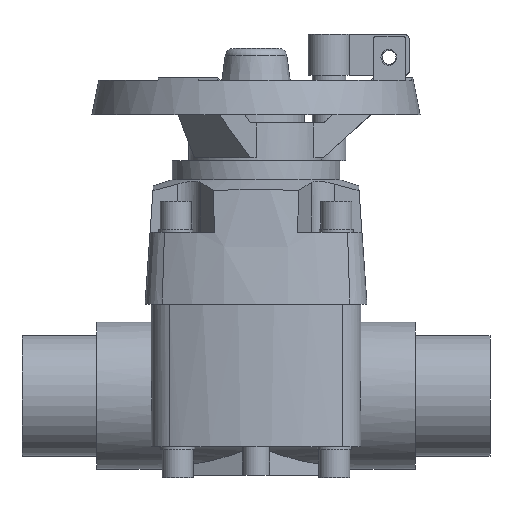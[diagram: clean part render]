
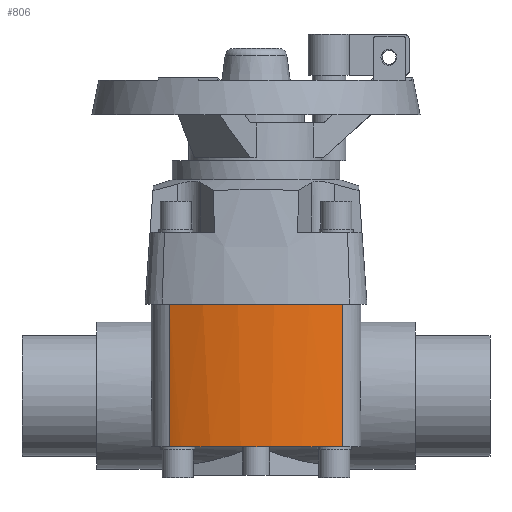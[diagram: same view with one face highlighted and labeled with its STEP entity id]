
A CAD part, front view. The second image highlights one B-rep face of the part: STEP entity #806.
In plain terms, the highlighted cylindrical face has radius 85.8 mm (diameter 171.6 mm), a partial arc.
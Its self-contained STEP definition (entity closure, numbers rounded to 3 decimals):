
#806=ADVANCED_FACE('',(#1647),#1648,.T.);
#1647=FACE_OUTER_BOUND('',#2497,.T.);
#1648=CYLINDRICAL_SURFACE('',#2498,85.8);
#2497=EDGE_LOOP('',(#4878,#4879,#4880,#4881,#4882,#4883));
#2498=AXIS2_PLACEMENT_3D('',#4884,#4885,#4886);
#4878=ORIENTED_EDGE('',*,*,#5647,.T.);
#4879=ORIENTED_EDGE('',*,*,#5745,.T.);
#4880=ORIENTED_EDGE('',*,*,#5679,.T.);
#4881=ORIENTED_EDGE('',*,*,#5959,.F.);
#4882=ORIENTED_EDGE('',*,*,#5779,.T.);
#4883=ORIENTED_EDGE('',*,*,#5957,.T.);
#4884=CARTESIAN_POINT('',(0.,37.95,38.05));
#4885=DIRECTION('',(0.0,0.0,-1.0));
#4886=DIRECTION('',(0.419,-0.908,0.0));
#5647=EDGE_CURVE('',#6980,#6443,#6982,.T.);
#5679=EDGE_CURVE('',#6405,#7021,#7022,.T.);
#5745=EDGE_CURVE('',#6443,#6405,#7103,.T.);
#5779=EDGE_CURVE('',#7153,#7151,#7154,.T.);
#5957=EDGE_CURVE('',#7151,#6980,#7365,.T.);
#5959=EDGE_CURVE('',#7153,#7021,#7367,.T.);
#6405=VERTEX_POINT('',#8215);
#6443=VERTEX_POINT('',#8261);
#6980=VERTEX_POINT('',#8983);
#6982=CIRCLE('',#8985,85.8);
#7021=VERTEX_POINT('',#9026);
#7022=CIRCLE('',#9027,85.8);
#7103=CIRCLE('',#9190,85.8);
#7151=VERTEX_POINT('',#9251);
#7153=VERTEX_POINT('',#9253);
#7154=CIRCLE('',#9254,85.8);
#7365=LINE('',#9649,#9650);
#7367=LINE('',#9652,#9653);
#8215=CARTESIAN_POINT('',(31.213,-41.971,-21.003));
#8261=CARTESIAN_POINT('',(-31.213,-41.971,-21.003));
#8983=CARTESIAN_POINT('',(-35.946,-39.957,-21.003));
#8985=AXIS2_PLACEMENT_3D('',#10643,#10644,#10645);
#9026=CARTESIAN_POINT('',(35.946,-39.957,-21.003));
#9027=AXIS2_PLACEMENT_3D('',#10702,#10703,#10704);
#9190=AXIS2_PLACEMENT_3D('',#10802,#10803,#10804);
#9251=CARTESIAN_POINT('',(-35.946,-39.957,38.05));
#9253=CARTESIAN_POINT('',(35.946,-39.957,38.05));
#9254=AXIS2_PLACEMENT_3D('',#10848,#10849,#10850);
#9649=CARTESIAN_POINT('',(-35.946,-39.957,38.05));
#9650=VECTOR('',#11061,1.0);
#9652=CARTESIAN_POINT('',(35.946,-39.957,38.05));
#9653=VECTOR('',#11062,1.0);
#10643=CARTESIAN_POINT('',(0.,37.95,-21.003));
#10644=DIRECTION('',(-0.0,0.0,1.0));
#10645=DIRECTION('',(0.419,-0.908,0.0));
#10702=CARTESIAN_POINT('',(0.,37.95,-21.003));
#10703=DIRECTION('',(-0.0,0.0,1.0));
#10704=DIRECTION('',(0.419,-0.908,0.0));
#10802=CARTESIAN_POINT('',(0.,37.95,-21.003));
#10803=DIRECTION('',(-0.0,0.0,1.0));
#10804=DIRECTION('',(0.419,-0.908,0.0));
#10848=CARTESIAN_POINT('',(0.,37.95,38.05));
#10849=DIRECTION('',(0.0,0.0,-1.0));
#10850=DIRECTION('',(0.419,-0.908,0.0));
#11061=DIRECTION('',(0.0,0.0,-1.0));
#11062=DIRECTION('',(0.0,0.0,-1.0));
